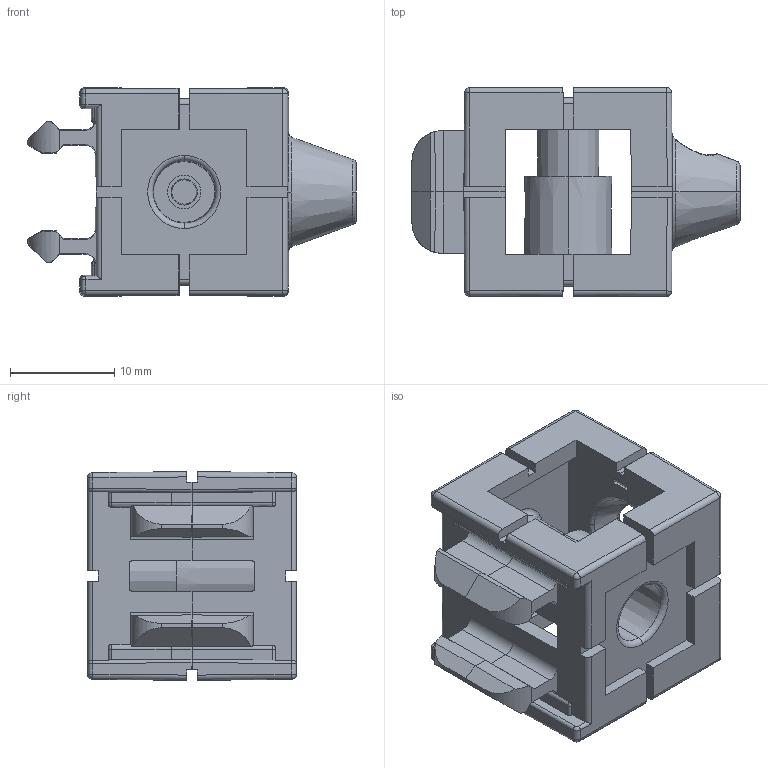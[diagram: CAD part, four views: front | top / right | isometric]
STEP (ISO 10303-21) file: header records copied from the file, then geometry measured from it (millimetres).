
FILE_DESCRIPTION (( 'STEP AP203' ), '1' );
FILE_NAME ('20-00295-001c.STEP', '2014-05-12T20:56:58', ( 'Nicholas Morozovsky' ), ( '' ), 'SwSTEP 2.0', 'SolidWorks 2012', '' );
FILE_SCHEMA (( 'CONFIG_CONTROL_DESIGN' ));
Length unit declared in the file: millimetre
Products named in the file (1): 20-00295-001c
Bounding box: 31.5 x 20 x 19.99 mm (x, y, z)
Volume: 3691.9 mm3; surface area: 4979.1 mm2
Topology: 2 solids, 2 shells, 431 faces, 1178 edges, 738 vertices
Faces by surface type: plane 223, cylinder 99, bspline 66, cone 25, torus 10, sphere 8
Entity records: 15727 total; most frequent: CARTESIAN_POINT 5718, ORIENTED_EDGE 2316, DIRECTION 1770, EDGE_CURVE 1158, VERTEX_POINT 738, LINE 698, VECTOR 698, AXIS2_PLACEMENT_3D 536
